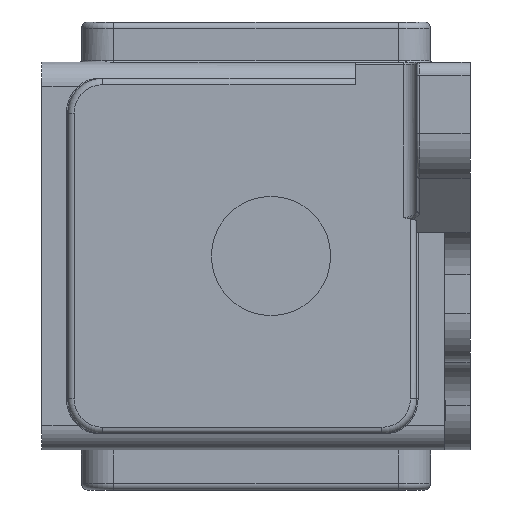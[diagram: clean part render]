
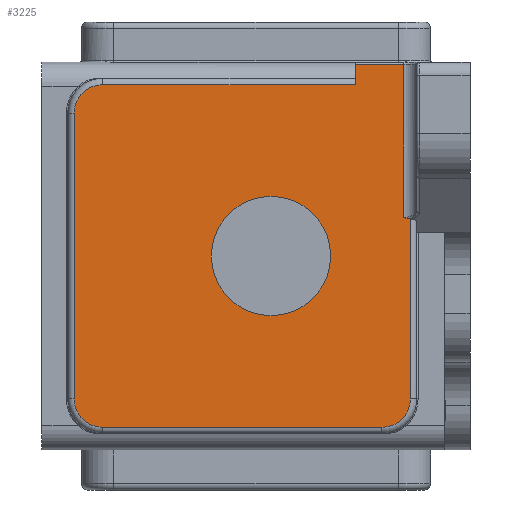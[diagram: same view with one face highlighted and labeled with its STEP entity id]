
A CAD part, left-side view. The second image highlights one B-rep face of the part: STEP entity #3225.
In plain terms, the highlighted planar face has unit normal (-1, 0, 0).
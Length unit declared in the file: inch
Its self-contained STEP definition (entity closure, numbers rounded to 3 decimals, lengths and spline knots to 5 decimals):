
#57 = CARTESIAN_POINT ( 'NONE',  ( -2.625, 1.54, 0.46095 ) ) ;
#218 = EDGE_LOOP ( 'NONE', ( #3624, #8670 ) ) ;
#382 = EDGE_LOOP ( 'NONE', ( #9335, #3500, #10455, #10802, #11471, #10335, #8107, #3363, #2505, #1561, #6044 ) ) ;
#523 = CARTESIAN_POINT ( 'NONE',  ( -2.625, 1.54, -0.46095 ) ) ;
#527 = VECTOR ( 'NONE', #1502, 39.37008 ) ;
#583 = CARTESIAN_POINT ( 'NONE',  ( -2.625, 0.4625, -1.10524 ) ) ;
#642 = VERTEX_POINT ( 'NONE', #8854 ) ;
#1502 = DIRECTION ( 'NONE',  ( 0., 0., 1. ) ) ;
#1543 = CARTESIAN_POINT ( 'NONE',  ( -2.625, 3.0625, 1.10524 ) ) ;
#1561 = ORIENTED_EDGE ( 'NONE', *, *, #11551, .T. ) ;
#1603 = CARTESIAN_POINT ( 'NONE',  ( -2.625, 0.5125, -1.10524 ) ) ;
#1658 = VERTEX_POINT ( 'NONE', #2387 ) ;
#1734 = EDGE_CURVE ( 'NONE', #1658, #5391, #9132, .T. ) ;
#1748 = LINE ( 'NONE', #11153, #7058 ) ;
#1899 = CARTESIAN_POINT ( 'NONE',  ( -2.625, 0.8875, 1.1 ) ) ;
#1938 = DIRECTION ( 'NONE',  ( -1., 0., 0. ) ) ;
#2050 = DIRECTION ( 'NONE',  ( 0., 0., 1. ) ) ;
#2086 = DIRECTION ( 'NONE',  ( -1., 0., 0. ) ) ;
#2090 = EDGE_CURVE ( 'NONE', #4657, #2463, #10075, .T. ) ;
#2289 = PLANE ( 'NONE',  #8272 ) ;
#2387 = CARTESIAN_POINT ( 'NONE',  ( -2.625, 0.5125, 0.29936 ) ) ;
#2463 = VERTEX_POINT ( 'NONE', #1543 ) ;
#2505 = ORIENTED_EDGE ( 'NONE', *, *, #8032, .T. ) ;
#2661 = VECTOR ( 'NONE', #8393, 39.37008 ) ;
#2974 = EDGE_CURVE ( 'NONE', #5391, #4147, #1748, .T. ) ;
#2991 = CARTESIAN_POINT ( 'NONE',  ( -2.625, 2.84274, 1.10524 ) ) ;
#3097 = CARTESIAN_POINT ( 'NONE',  ( -2.625, 2.84274, 1.325 ) ) ;
#3225 = ADVANCED_FACE ( 'NONE', ( #4868, #7508 ), #2289, .T. ) ;
#3290 = CARTESIAN_POINT ( 'NONE',  ( -2.625, 0.5125, 1.48 ) ) ;
#3363 = ORIENTED_EDGE ( 'NONE', *, *, #3826, .T. ) ;
#3500 = ORIENTED_EDGE ( 'NONE', *, *, #2974, .T. ) ;
#3506 = VERTEX_POINT ( 'NONE', #11408 ) ;
#3624 = ORIENTED_EDGE ( 'NONE', *, *, #9749, .F. ) ;
#3826 = EDGE_CURVE ( 'NONE', #642, #10435, #8916, .T. ) ;
#3906 = DIRECTION ( 'NONE',  ( -1., 0., 0. ) ) ;
#4061 = EDGE_CURVE ( 'NONE', #10101, #1658, #12638, .T. ) ;
#4147 = VERTEX_POINT ( 'NONE', #6625 ) ;
#4550 = AXIS2_PLACEMENT_3D ( 'NONE', #4724, #11718, #5730 ) ;
#4657 = VERTEX_POINT ( 'NONE', #3097 ) ;
#4668 = CARTESIAN_POINT ( 'NONE',  ( -2.625, 0.8875, 1.325 ) ) ;
#4724 = CARTESIAN_POINT ( 'NONE',  ( -2.625, 1.54, 0. ) ) ;
#4796 = CARTESIAN_POINT ( 'NONE',  ( -2.625, 0.4625, 0.28616 ) ) ;
#4868 = FACE_BOUND ( 'NONE', #218, .T. ) ;
#4917 = CIRCLE ( 'NONE', #4550, 0.46095 ) ;
#5328 = DIRECTION ( 'NONE',  ( -1., 0., 0. ) ) ;
#5391 = VERTEX_POINT ( 'NONE', #3290 ) ;
#5657 = LINE ( 'NONE', #12730, #8020 ) ;
#5730 = DIRECTION ( 'NONE',  ( 0., 0., 1. ) ) ;
#5913 = AXIS2_PLACEMENT_3D ( 'NONE', #11055, #10969, #10917 ) ;
#5989 = AXIS2_PLACEMENT_3D ( 'NONE', #9899, #3906, #10920 ) ;
#6044 = ORIENTED_EDGE ( 'NONE', *, *, #4061, .T. ) ;
#6458 = CARTESIAN_POINT ( 'NONE',  ( -2.625, 0.4625, 1.10524 ) ) ;
#6625 = CARTESIAN_POINT ( 'NONE',  ( -2.625, 0.8875, 1.48 ) ) ;
#6718 = AXIS2_PLACEMENT_3D ( 'NONE', #7902, #1938, #8914 ) ;
#6950 = LINE ( 'NONE', #1899, #9599 ) ;
#7058 = VECTOR ( 'NONE', #11122, 39.37008 ) ;
#7086 = CARTESIAN_POINT ( 'NONE',  ( -2.625, 0.5125, 0.29936 ) ) ;
#7091 = CARTESIAN_POINT ( 'NONE',  ( -2.625, 0.50462, 0.29584 ) ) ;
#7102 = CARTESIAN_POINT ( 'NONE',  ( -2.625, 0.4964, 0.29265 ) ) ;
#7114 = CARTESIAN_POINT ( 'NONE',  ( -2.625, 0.47973, 0.28798 ) ) ;
#7160 = CARTESIAN_POINT ( 'NONE',  ( -2.625, 0.4625, 0.28616 ) ) ;
#7172 = CARTESIAN_POINT ( 'NONE',  ( -2.625, 0.47124, 0.28644 ) ) ;
#7255 = EDGE_CURVE ( 'NONE', #10023, #12818, #4917, .T. ) ;
#7340 = EDGE_CURVE ( 'NONE', #9347, #4147, #6950, .T. ) ;
#7508 = FACE_OUTER_BOUND ( 'NONE', #382, .T. ) ;
#7584 = VERTEX_POINT ( 'NONE', #583 ) ;
#7902 = CARTESIAN_POINT ( 'NONE',  ( -2.625, 2.84274, -1.10524 ) ) ;
#8020 = VECTOR ( 'NONE', #12764, 39.37008 ) ;
#8032 = EDGE_CURVE ( 'NONE', #10435, #7584, #12799, .T. ) ;
#8107 = ORIENTED_EDGE ( 'NONE', *, *, #11768, .T. ) ;
#8272 = AXIS2_PLACEMENT_3D ( 'NONE', #2991, #2086, #2050 ) ;
#8393 = DIRECTION ( 'NONE',  ( 0., 0., -1. ) ) ;
#8396 = AXIS2_PLACEMENT_3D ( 'NONE', #11324, #5328, #12299 ) ;
#8595 = VECTOR ( 'NONE', #8994, 39.37008 ) ;
#8670 = ORIENTED_EDGE ( 'NONE', *, *, #7255, .F. ) ;
#8719 = VECTOR ( 'NONE', #9454, 39.37008 ) ;
#8854 = CARTESIAN_POINT ( 'NONE',  ( -2.625, 2.84274, -1.325 ) ) ;
#8878 = DIRECTION ( 'NONE',  ( 0., 0., 1. ) ) ;
#8914 = DIRECTION ( 'NONE',  ( 0., 0., 1. ) ) ;
#8916 = LINE ( 'NONE', #8954, #8595 ) ;
#8921 = EDGE_CURVE ( 'NONE', #2463, #3506, #11000, .T. ) ;
#8954 = CARTESIAN_POINT ( 'NONE',  ( -2.625, 0.68226, -1.325 ) ) ;
#8994 = DIRECTION ( 'NONE',  ( 0., -1., 0. ) ) ;
#9132 = LINE ( 'NONE', #1603, #527 ) ;
#9335 = ORIENTED_EDGE ( 'NONE', *, *, #1734, .T. ) ;
#9347 = VERTEX_POINT ( 'NONE', #4668 ) ;
#9454 = DIRECTION ( 'NONE',  ( 0., 0., 1. ) ) ;
#9599 = VECTOR ( 'NONE', #8878, 39.37008 ) ;
#9749 = EDGE_CURVE ( 'NONE', #12818, #10023, #10643, .T. ) ;
#9822 = CIRCLE ( 'NONE', #6718, 0.21976 ) ;
#9899 = CARTESIAN_POINT ( 'NONE',  ( -2.625, 1.54, 0. ) ) ;
#10023 = VERTEX_POINT ( 'NONE', #523 ) ;
#10075 = CIRCLE ( 'NONE', #5913, 0.21976 ) ;
#10101 = VERTEX_POINT ( 'NONE', #4796 ) ;
#10335 = ORIENTED_EDGE ( 'NONE', *, *, #8921, .T. ) ;
#10380 = CARTESIAN_POINT ( 'NONE',  ( -2.625, 3.0625, -1.10524 ) ) ;
#10435 = VERTEX_POINT ( 'NONE', #12571 ) ;
#10455 = ORIENTED_EDGE ( 'NONE', *, *, #7340, .F. ) ;
#10643 = CIRCLE ( 'NONE', #5989, 0.46095 ) ;
#10802 = ORIENTED_EDGE ( 'NONE', *, *, #12185, .T. ) ;
#10917 = DIRECTION ( 'NONE',  ( 0., 0., 1. ) ) ;
#10920 = DIRECTION ( 'NONE',  ( 0., 0., 1. ) ) ;
#10969 = DIRECTION ( 'NONE',  ( -1., 0., 0. ) ) ;
#11000 = LINE ( 'NONE', #10380, #2661 ) ;
#11055 = CARTESIAN_POINT ( 'NONE',  ( -2.625, 2.84274, 1.10524 ) ) ;
#11122 = DIRECTION ( 'NONE',  ( 0., 1., 0. ) ) ;
#11153 = CARTESIAN_POINT ( 'NONE',  ( -2.625, 0.8875, 1.48 ) ) ;
#11324 = CARTESIAN_POINT ( 'NONE',  ( -2.625, 0.68226, -1.10524 ) ) ;
#11408 = CARTESIAN_POINT ( 'NONE',  ( -2.625, 3.0625, -1.10524 ) ) ;
#11471 = ORIENTED_EDGE ( 'NONE', *, *, #2090, .T. ) ;
#11551 = EDGE_CURVE ( 'NONE', #7584, #10101, #11684, .T. ) ;
#11684 = LINE ( 'NONE', #6458, #8719 ) ;
#11718 = DIRECTION ( 'NONE',  ( -1., 0., 0. ) ) ;
#11768 = EDGE_CURVE ( 'NONE', #3506, #642, #9822, .T. ) ;
#12185 = EDGE_CURVE ( 'NONE', #9347, #4657, #5657, .T. ) ;
#12299 = DIRECTION ( 'NONE',  ( 0., 0., 1. ) ) ;
#12571 = CARTESIAN_POINT ( 'NONE',  ( -2.625, 0.68226, -1.325 ) ) ;
#12638 = B_SPLINE_CURVE_WITH_KNOTS ( 'NONE', 3,
 ( #7160, #7172, #7114, #7102, #7091, #7086 ),
 .UNSPECIFIED., .F., .F.,
 ( 4, 2, 4 ),
 ( 0., 0.00066, 0.00131 ),
 .UNSPECIFIED. ) ;
#12730 = CARTESIAN_POINT ( 'NONE',  ( -2.625, 2.84274, 1.325 ) ) ;
#12764 = DIRECTION ( 'NONE',  ( 0., 1., 0. ) ) ;
#12799 = CIRCLE ( 'NONE', #8396, 0.21976 ) ;
#12818 = VERTEX_POINT ( 'NONE', #57 ) ;
